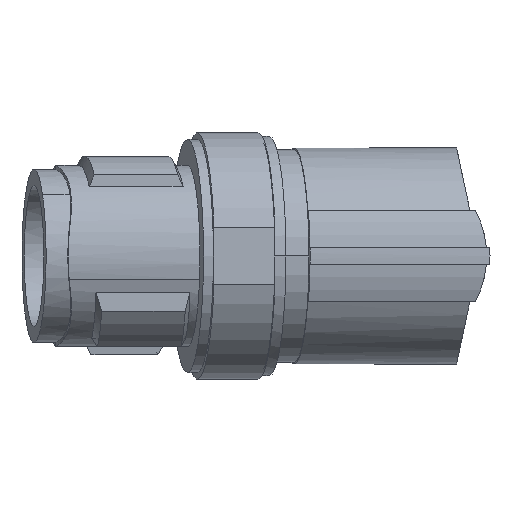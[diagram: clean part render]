
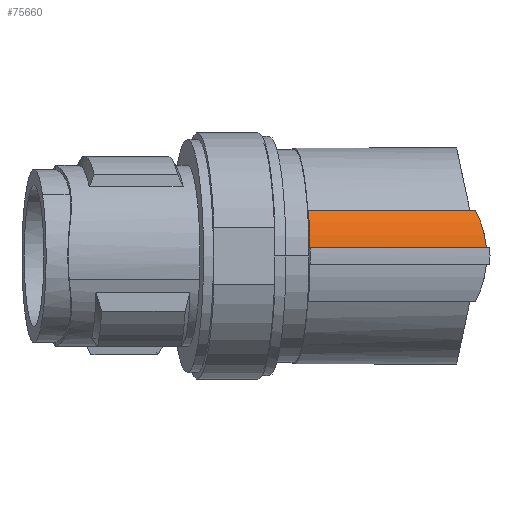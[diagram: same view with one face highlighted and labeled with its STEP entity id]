
A CAD part, left-side view. The second image highlights one B-rep face of the part: STEP entity #75660.
In plain terms, the highlighted cylindrical face has radius 6.8 mm (diameter 13.6 mm), a partial arc.
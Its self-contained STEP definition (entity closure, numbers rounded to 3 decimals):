
#51240=CARTESIAN_POINT('',(-33.855,4.8,
2.75));
#51250=VERTEX_POINT('',#51240);
#51280=CARTESIAN_POINT('',(-27.696,5.666,
0.));
#51290=DIRECTION('',(0.139,-0.99,
0.));
#51300=DIRECTION('',(0.99,0.139,
0.));
#51310=AXIS2_PLACEMENT_3D('',#51280,#51290,#51300);
#51320=CIRCLE('',#51310,6.8);
#51330=CARTESIAN_POINT('',(-34.412,4.722,
0.5));
#51340=VERTEX_POINT('',#51330);
#51350=EDGE_CURVE('',#51250,#51340,#51320,.T.);
#72440=CARTESIAN_POINT('',(-32.447,-5.22,
2.75));
#72450=VERTEX_POINT('',#72440);
#72480=CARTESIAN_POINT('',(-33.855,4.8,
2.75));
#72490=DIRECTION('',(0.139,-0.99,
0.));
#72500=VECTOR('',#72490,1.);
#72510=LINE('',#72480,#72500);
#72520=EDGE_CURVE('',#51250,#72450,#72510,.T.);
#74760=CARTESIAN_POINT('',(-34.412,4.722,
0.5));
#74770=DIRECTION('',(0.139,-0.99,
0.));
#74780=VECTOR('',#74770,1.);
#74790=LINE('',#74760,#74780);
#74800=CARTESIAN_POINT('',(-32.922,-5.879,
0.5));
#74810=VERTEX_POINT('',#74800);
#74820=EDGE_CURVE('',#51340,#74810,#74790,.T.);
#75190=CARTESIAN_POINT('',(-27.696,5.666,
0.));
#75200=DIRECTION('',(0.139,-0.99,
0.));
#75210=DIRECTION('',(0.99,0.139,
0.));
#75220=AXIS2_PLACEMENT_3D('',#75190,#75200,#75210);
#75230=CYLINDRICAL_SURFACE('',#75220,6.8);
#75240=ORIENTED_EDGE('',*,*,#74820,.T.);
#75250=ORIENTED_EDGE('',*,*,#51350,.T.);
#75260=ORIENTED_EDGE('',*,*,#72520,.F.);
#75270=CARTESIAN_POINT('',(-13.657,0.,
0.));
#75280=DIRECTION('',(1.,0.,0.));
#75290=DIRECTION('',(0.,0.,1.));
#75300=AXIS2_PLACEMENT_3D('',#75270,#75280,#75290);
#75310=CYLINDRICAL_SURFACE('',#75300,5.9);
#75320=CARTESIAN_POINT('',(-32.922,-5.879,
0.5));
#75330=CARTESIAN_POINT('',(-32.919,-5.875,
0.55));
#75340=CARTESIAN_POINT('',(-32.915,-5.87,
0.6));
#75350=CARTESIAN_POINT('',(-32.911,-5.864,
0.65));
#75360=CARTESIAN_POINT('',(-32.907,-5.859,
0.699));
#75370=CARTESIAN_POINT('',(-32.903,-5.852,
0.749));
#75380=CARTESIAN_POINT('',(-32.898,-5.846,
0.798));
#75390=CARTESIAN_POINT('',(-32.888,-5.832,
0.897));
#75400=CARTESIAN_POINT('',(-32.876,-5.816,
0.996));
#75410=CARTESIAN_POINT('',(-32.862,-5.798,
1.094));
#75420=CARTESIAN_POINT('',(-32.849,-5.779,
1.192));
#75430=CARTESIAN_POINT('',(-32.834,-5.758,
1.289));
#75440=CARTESIAN_POINT('',(-32.817,-5.735,
1.385));
#75450=CARTESIAN_POINT('',(-32.8,-5.712,
1.481));
#75460=CARTESIAN_POINT('',(-32.781,-5.686,
1.577));
#75470=CARTESIAN_POINT('',(-32.761,-5.658,
1.671));
#75480=CARTESIAN_POINT('',(-32.741,-5.631,
1.765));
#75490=CARTESIAN_POINT('',(-32.719,-5.6,
1.859));
#75500=CARTESIAN_POINT('',(-32.695,-5.568,
1.951));
#75510=CARTESIAN_POINT('',(-32.672,-5.536,
2.044));
#75520=CARTESIAN_POINT('',(-32.647,-5.501,
2.135));
#75530=CARTESIAN_POINT('',(-32.621,-5.464,
2.225));
#75540=CARTESIAN_POINT('',(-32.594,-5.428,
2.315));
#75550=CARTESIAN_POINT('',(-32.567,-5.389,
2.404));
#75560=CARTESIAN_POINT('',(-32.538,-5.348,
2.492));
#75570=CARTESIAN_POINT('',(-32.508,-5.307,
2.579));
#75580=CARTESIAN_POINT('',(-32.478,-5.265,
2.665));
#75590=CARTESIAN_POINT('',(-32.447,-5.22,
2.75));
#75600=B_SPLINE_CURVE_WITH_KNOTS('',3,(#75320,#75330,#75340,#75350,
#75360,#75370,#75380,#75390,#75400,#75410,#75420,#75430,#75440,#75450,
#75460,#75470,#75480,#75490,#75500,#75510,#75520,#75530,#75540,#75550,
#75560,#75570,#75580,#75590),.UNSPECIFIED.,.F.,.F.,(4,3,3,3,3,3,3,3,3,4)
,(0.,0.151,0.301,0.603,
0.904,1.206,1.507,1.809,
2.112,2.414),.UNSPECIFIED.);
#75610=SURFACE_CURVE('',#75600,(#75230,#75310),.CURVE_3D.);
#75620=EDGE_CURVE('',#74810,#72450,#75610,.T.);
#75630=ORIENTED_EDGE('',*,*,#75620,.T.);
#75640=EDGE_LOOP('',(#75630,#75260,#75250,#75240));
#75650=FACE_OUTER_BOUND('',#75640,.T.);
#75660=ADVANCED_FACE('',(#75650),#75230,.T.);
